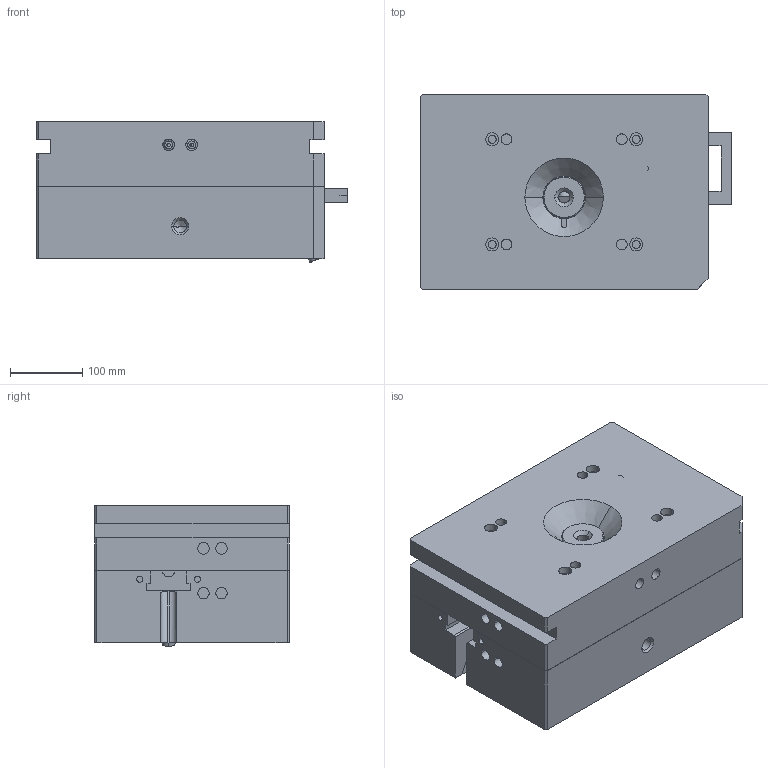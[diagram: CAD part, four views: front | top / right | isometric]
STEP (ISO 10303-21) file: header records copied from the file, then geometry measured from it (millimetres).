
FILE_DESCRIPTION((''),'2;1');
FILE_NAME('MFG0001_ASM','2018-05-21T',('Administrator'),(''),'CREO PARAMETRIC BY PTC INC, 2014190','CREO PARAMETRIC BY PTC INC, 2014190','');
FILE_SCHEMA(('CONFIG_CONTROL_DESIGN'));
Length unit declared in the file: millimetre
Products named in the file (13): 1; MOLD_VOL_2; MOLD_VOL_4; MOLD_VOL_5; MOLD_VOL_6; B; A; 2; FLZ; HK1; XDZ; DK; MFG0001_ASM
Assembly tree (12 placements, depth 2):
  MFG0001_ASM
    1
    MOLD_VOL_2
    MOLD_VOL_4
    MOLD_VOL_5
    MOLD_VOL_6
    B
    A
    2
    FLZ
    HK1
    XDZ
    DK
Bounding box: 433 x 270 x 195.72 mm (x, y, z)
Volume: 19336486.2 mm3; surface area: 1225546.7 mm2
Topology: 11 solids, 11 shells, 1111 faces, 2869 edges, 1794 vertices
Faces by surface type: plane 403, cylinder 403, bspline 179, cone 87, torus 27, sphere 12
Entity records: 40367 total; most frequent: CARTESIAN_POINT 13654, ORIENTED_EDGE 5730, DIRECTION 5289, EDGE_CURVE 2865, AXIS2_PLACEMENT_3D 1899, VERTEX_POINT 1794, VECTOR 1491, LINE 1491
